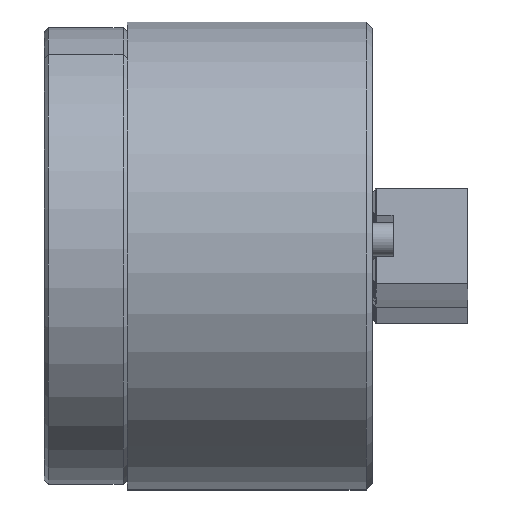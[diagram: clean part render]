
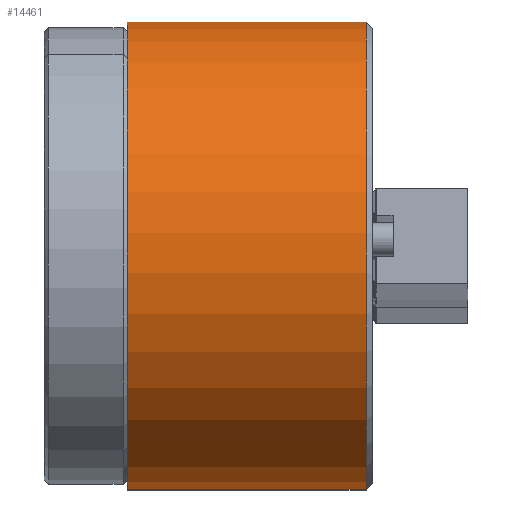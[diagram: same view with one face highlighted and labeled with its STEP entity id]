
A CAD part, front view. The second image highlights one B-rep face of the part: STEP entity #14461.
In plain terms, the highlighted cylindrical face has radius 56.5 mm (diameter 113 mm), a partial arc.
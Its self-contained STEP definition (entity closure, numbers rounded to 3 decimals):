
#2157 = VERTEX_POINT ( 'NONE', #14416 ) ;
#2164 = AXIS2_PLACEMENT_3D ( 'NONE', #16710, #8045, #18135 ) ;
#3134 = VERTEX_POINT ( 'NONE', #18382 ) ;
#3149 = ORIENTED_EDGE ( 'NONE', *, *, #14819, .T. ) ;
#3311 = ORIENTED_EDGE ( 'NONE', *, *, #12662, .F. ) ;
#3610 = DIRECTION ( 'NONE',  ( 1., 0., 0. ) ) ;
#3637 = DIRECTION ( 'NONE',  ( 1., 0., 0. ) ) ;
#5923 = LINE ( 'NONE', #11126, #13159 ) ;
#8045 = DIRECTION ( 'NONE',  ( 1., 0., 0. ) ) ;
#8363 = DIRECTION ( 'NONE',  ( 0., 0., -1. ) ) ;
#9185 = CARTESIAN_POINT ( 'NONE',  ( -1.5, 0., 56.5 ) ) ;
#9787 = VERTEX_POINT ( 'NONE', #9185 ) ;
#9940 = EDGE_CURVE ( 'NONE', #2157, #10066, #10113, .T. ) ;
#10066 = VERTEX_POINT ( 'NONE', #12642 ) ;
#10113 = LINE ( 'NONE', #10800, #16893 ) ;
#10624 = AXIS2_PLACEMENT_3D ( 'NONE', #17003, #11203, #8363 ) ;
#10800 = CARTESIAN_POINT ( 'NONE',  ( 0., 0., -56.5 ) ) ;
#11126 = CARTESIAN_POINT ( 'NONE',  ( 0., 0., 56.5 ) ) ;
#11203 = DIRECTION ( 'NONE',  ( 1., 0., 0. ) ) ;
#11504 = CYLINDRICAL_SURFACE ( 'NONE', #10624, 56.5 ) ;
#11994 = AXIS2_PLACEMENT_3D ( 'NONE', #12293, #3637, #13760 ) ;
#12293 = CARTESIAN_POINT ( 'NONE',  ( -1.5, 0., 0. ) ) ;
#12598 = DIRECTION ( 'NONE',  ( 1., 0., 0. ) ) ;
#12642 = CARTESIAN_POINT ( 'NONE',  ( -1.5, 0., -56.5 ) ) ;
#12662 = EDGE_CURVE ( 'NONE', #3134, #9787, #5923, .T. ) ;
#13159 = VECTOR ( 'NONE', #12598, 1000. ) ;
#13760 = DIRECTION ( 'NONE',  ( 0., 0., -1. ) ) ;
#14278 = ORIENTED_EDGE ( 'NONE', *, *, #14306, .F. ) ;
#14306 = EDGE_CURVE ( 'NONE', #9787, #10066, #18511, .T. ) ;
#14416 = CARTESIAN_POINT ( 'NONE',  ( -59., 0., -56.5 ) ) ;
#14461 = ADVANCED_FACE ( 'NONE', ( #15807 ), #11504, .T. ) ;
#14819 = EDGE_CURVE ( 'NONE', #3134, #2157, #18041, .T. ) ;
#15335 = EDGE_LOOP ( 'NONE', ( #3311, #3149, #18460, #14278 ) ) ;
#15807 = FACE_OUTER_BOUND ( 'NONE', #15335, .T. ) ;
#16710 = CARTESIAN_POINT ( 'NONE',  ( -59., 0., 0. ) ) ;
#16893 = VECTOR ( 'NONE', #3610, 1000. ) ;
#17003 = CARTESIAN_POINT ( 'NONE',  ( 0., 0., 0. ) ) ;
#18041 = CIRCLE ( 'NONE', #2164, 56.5 ) ;
#18135 = DIRECTION ( 'NONE',  ( 0., 0., -1. ) ) ;
#18382 = CARTESIAN_POINT ( 'NONE',  ( -59., 0., 56.5 ) ) ;
#18460 = ORIENTED_EDGE ( 'NONE', *, *, #9940, .T. ) ;
#18511 = CIRCLE ( 'NONE', #11994, 56.5 ) ;
